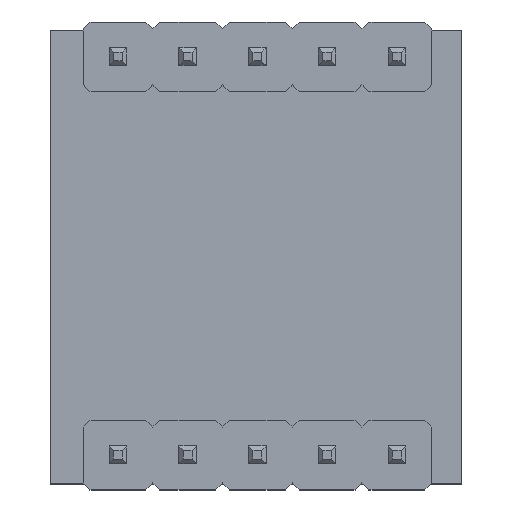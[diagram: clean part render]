
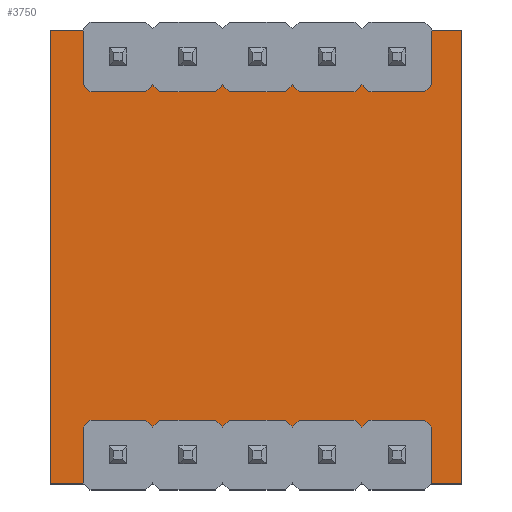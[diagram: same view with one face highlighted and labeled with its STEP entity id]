
A CAD part, top view. The second image highlights one B-rep face of the part: STEP entity #3750.
In plain terms, the highlighted planar face has unit normal (0, 0, 1).
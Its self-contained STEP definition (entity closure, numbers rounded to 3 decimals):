
#3528 = VERTEX_POINT('',#3529);
#3529 = CARTESIAN_POINT('',(134.05,-120.65,1.51));
#3535 = EDGE_CURVE('',#3528,#3536,#3538,.T.);
#3536 = VERTEX_POINT('',#3537);
#3537 = CARTESIAN_POINT('',(119.05,-120.65,1.51));
#3538 = LINE('',#3539,#3540);
#3539 = CARTESIAN_POINT('',(134.05,-120.65,1.51));
#3540 = VECTOR('',#3541,1.);
#3541 = DIRECTION('',(-1.,0.,0.));
#3568 = VERTEX_POINT('',#3569);
#3569 = CARTESIAN_POINT('',(134.05,-104.15,1.51));
#3575 = EDGE_CURVE('',#3568,#3528,#3576,.T.);
#3576 = LINE('',#3577,#3578);
#3577 = CARTESIAN_POINT('',(134.05,-104.15,1.51));
#3578 = VECTOR('',#3579,1.);
#3579 = DIRECTION('',(0.,-1.,0.));
#3597 = EDGE_CURVE('',#3536,#3598,#3600,.T.);
#3598 = VERTEX_POINT('',#3599);
#3599 = CARTESIAN_POINT('',(119.05,-104.15,1.51));
#3600 = LINE('',#3601,#3602);
#3601 = CARTESIAN_POINT('',(119.05,-120.65,1.51));
#3602 = VECTOR('',#3603,1.);
#3603 = DIRECTION('',(0.,1.,0.));
#3750 = ADVANCED_FACE('',(#3751,#3762,#3773,#3784,#3795,#3806,#3817,
    #3828,#3839,#3850,#3861),#3872,.T.);
#3751 = FACE_BOUND('',#3752,.T.);
#3752 = EDGE_LOOP('',(#3753,#3754,#3755,#3761));
#3753 = ORIENTED_EDGE('',*,*,#3535,.F.);
#3754 = ORIENTED_EDGE('',*,*,#3575,.F.);
#3755 = ORIENTED_EDGE('',*,*,#3756,.F.);
#3756 = EDGE_CURVE('',#3598,#3568,#3757,.T.);
#3757 = LINE('',#3758,#3759);
#3758 = CARTESIAN_POINT('',(119.05,-104.15,1.51));
#3759 = VECTOR('',#3760,1.);
#3760 = DIRECTION('',(1.,0.,0.));
#3761 = ORIENTED_EDGE('',*,*,#3597,.F.);
#3762 = FACE_BOUND('',#3763,.T.);
#3763 = EDGE_LOOP('',(#3764));
#3764 = ORIENTED_EDGE('',*,*,#3765,.T.);
#3765 = EDGE_CURVE('',#3766,#3766,#3768,.T.);
#3766 = VERTEX_POINT('',#3767);
#3767 = CARTESIAN_POINT('',(121.52,-120.1,1.51));
#3768 = CIRCLE('',#3769,0.5);
#3769 = AXIS2_PLACEMENT_3D('',#3770,#3771,#3772);
#3770 = CARTESIAN_POINT('',(121.52,-119.6,1.51));
#3771 = DIRECTION('',(-0.,0.,-1.));
#3772 = DIRECTION('',(-0.,-1.,0.));
#3773 = FACE_BOUND('',#3774,.T.);
#3774 = EDGE_LOOP('',(#3775));
#3775 = ORIENTED_EDGE('',*,*,#3776,.T.);
#3776 = EDGE_CURVE('',#3777,#3777,#3779,.T.);
#3777 = VERTEX_POINT('',#3778);
#3778 = CARTESIAN_POINT('',(124.06,-120.1,1.51));
#3779 = CIRCLE('',#3780,0.5);
#3780 = AXIS2_PLACEMENT_3D('',#3781,#3782,#3783);
#3781 = CARTESIAN_POINT('',(124.06,-119.6,1.51));
#3782 = DIRECTION('',(-0.,0.,-1.));
#3783 = DIRECTION('',(-0.,-1.,0.));
#3784 = FACE_BOUND('',#3785,.T.);
#3785 = EDGE_LOOP('',(#3786));
#3786 = ORIENTED_EDGE('',*,*,#3787,.T.);
#3787 = EDGE_CURVE('',#3788,#3788,#3790,.T.);
#3788 = VERTEX_POINT('',#3789);
#3789 = CARTESIAN_POINT('',(126.6,-120.1,1.51));
#3790 = CIRCLE('',#3791,0.5);
#3791 = AXIS2_PLACEMENT_3D('',#3792,#3793,#3794);
#3792 = CARTESIAN_POINT('',(126.6,-119.6,1.51));
#3793 = DIRECTION('',(-0.,0.,-1.));
#3794 = DIRECTION('',(-0.,-1.,0.));
#3795 = FACE_BOUND('',#3796,.T.);
#3796 = EDGE_LOOP('',(#3797));
#3797 = ORIENTED_EDGE('',*,*,#3798,.T.);
#3798 = EDGE_CURVE('',#3799,#3799,#3801,.T.);
#3799 = VERTEX_POINT('',#3800);
#3800 = CARTESIAN_POINT('',(129.14,-120.1,1.51));
#3801 = CIRCLE('',#3802,0.5);
#3802 = AXIS2_PLACEMENT_3D('',#3803,#3804,#3805);
#3803 = CARTESIAN_POINT('',(129.14,-119.6,1.51));
#3804 = DIRECTION('',(-0.,0.,-1.));
#3805 = DIRECTION('',(-0.,-1.,0.));
#3806 = FACE_BOUND('',#3807,.T.);
#3807 = EDGE_LOOP('',(#3808));
#3808 = ORIENTED_EDGE('',*,*,#3809,.T.);
#3809 = EDGE_CURVE('',#3810,#3810,#3812,.T.);
#3810 = VERTEX_POINT('',#3811);
#3811 = CARTESIAN_POINT('',(131.68,-120.1,1.51));
#3812 = CIRCLE('',#3813,0.5);
#3813 = AXIS2_PLACEMENT_3D('',#3814,#3815,#3816);
#3814 = CARTESIAN_POINT('',(131.68,-119.6,1.51));
#3815 = DIRECTION('',(-0.,0.,-1.));
#3816 = DIRECTION('',(-0.,-1.,0.));
#3817 = FACE_BOUND('',#3818,.T.);
#3818 = EDGE_LOOP('',(#3819));
#3819 = ORIENTED_EDGE('',*,*,#3820,.T.);
#3820 = EDGE_CURVE('',#3821,#3821,#3823,.T.);
#3821 = VERTEX_POINT('',#3822);
#3822 = CARTESIAN_POINT('',(121.52,-105.6,1.51));
#3823 = CIRCLE('',#3824,0.5);
#3824 = AXIS2_PLACEMENT_3D('',#3825,#3826,#3827);
#3825 = CARTESIAN_POINT('',(121.52,-105.1,1.51));
#3826 = DIRECTION('',(-0.,0.,-1.));
#3827 = DIRECTION('',(-0.,-1.,0.));
#3828 = FACE_BOUND('',#3829,.T.);
#3829 = EDGE_LOOP('',(#3830));
#3830 = ORIENTED_EDGE('',*,*,#3831,.T.);
#3831 = EDGE_CURVE('',#3832,#3832,#3834,.T.);
#3832 = VERTEX_POINT('',#3833);
#3833 = CARTESIAN_POINT('',(124.06,-105.6,1.51));
#3834 = CIRCLE('',#3835,0.5);
#3835 = AXIS2_PLACEMENT_3D('',#3836,#3837,#3838);
#3836 = CARTESIAN_POINT('',(124.06,-105.1,1.51));
#3837 = DIRECTION('',(-0.,0.,-1.));
#3838 = DIRECTION('',(-0.,-1.,0.));
#3839 = FACE_BOUND('',#3840,.T.);
#3840 = EDGE_LOOP('',(#3841));
#3841 = ORIENTED_EDGE('',*,*,#3842,.T.);
#3842 = EDGE_CURVE('',#3843,#3843,#3845,.T.);
#3843 = VERTEX_POINT('',#3844);
#3844 = CARTESIAN_POINT('',(126.6,-105.6,1.51));
#3845 = CIRCLE('',#3846,0.5);
#3846 = AXIS2_PLACEMENT_3D('',#3847,#3848,#3849);
#3847 = CARTESIAN_POINT('',(126.6,-105.1,1.51));
#3848 = DIRECTION('',(-0.,0.,-1.));
#3849 = DIRECTION('',(-0.,-1.,0.));
#3850 = FACE_BOUND('',#3851,.T.);
#3851 = EDGE_LOOP('',(#3852));
#3852 = ORIENTED_EDGE('',*,*,#3853,.T.);
#3853 = EDGE_CURVE('',#3854,#3854,#3856,.T.);
#3854 = VERTEX_POINT('',#3855);
#3855 = CARTESIAN_POINT('',(129.14,-105.6,1.51));
#3856 = CIRCLE('',#3857,0.5);
#3857 = AXIS2_PLACEMENT_3D('',#3858,#3859,#3860);
#3858 = CARTESIAN_POINT('',(129.14,-105.1,1.51));
#3859 = DIRECTION('',(-0.,0.,-1.));
#3860 = DIRECTION('',(-0.,-1.,0.));
#3861 = FACE_BOUND('',#3862,.T.);
#3862 = EDGE_LOOP('',(#3863));
#3863 = ORIENTED_EDGE('',*,*,#3864,.T.);
#3864 = EDGE_CURVE('',#3865,#3865,#3867,.T.);
#3865 = VERTEX_POINT('',#3866);
#3866 = CARTESIAN_POINT('',(131.68,-105.6,1.51));
#3867 = CIRCLE('',#3868,0.5);
#3868 = AXIS2_PLACEMENT_3D('',#3869,#3870,#3871);
#3869 = CARTESIAN_POINT('',(131.68,-105.1,1.51));
#3870 = DIRECTION('',(-0.,0.,-1.));
#3871 = DIRECTION('',(-0.,-1.,0.));
#3872 = PLANE('',#3873);
#3873 = AXIS2_PLACEMENT_3D('',#3874,#3875,#3876);
#3874 = CARTESIAN_POINT('',(0.,0.,1.51));
#3875 = DIRECTION('',(0.,0.,1.));
#3876 = DIRECTION('',(1.,0.,-0.));
